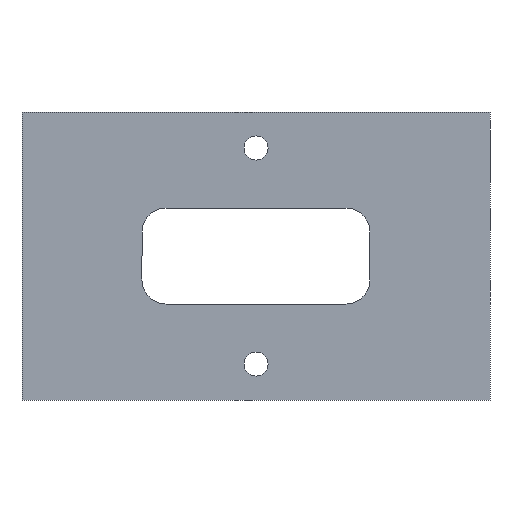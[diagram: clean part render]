
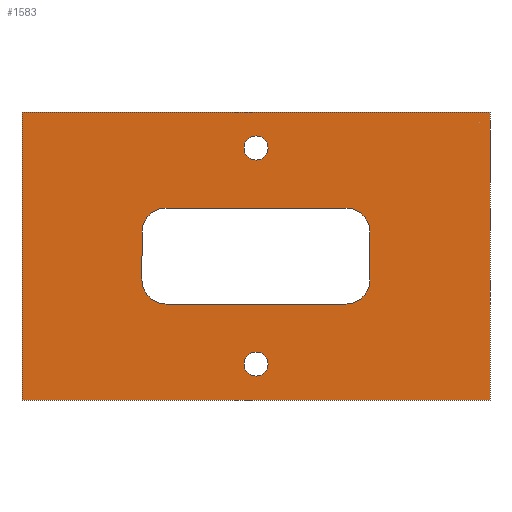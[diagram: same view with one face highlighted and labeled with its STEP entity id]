
A CAD part, front view. The second image highlights one B-rep face of the part: STEP entity #1583.
In plain terms, the highlighted planar face has unit normal (0, -1, 0).
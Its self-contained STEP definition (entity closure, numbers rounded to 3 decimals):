
#16 = AXIS2_PLACEMENT_3D ( 'NONE', #848, #1752, #1282 ) ;
#27 = CIRCLE ( 'NONE', #2845, 2. ) ;
#39 = ORIENTED_EDGE ( 'NONE', *, *, #1451, .T. ) ;
#77 = FACE_OUTER_BOUND ( 'NONE', #2402, .T. ) ;
#80 = CIRCLE ( 'NONE', #2111, 2. ) ;
#130 = AXIS2_PLACEMENT_3D ( 'NONE', #1815, #1334, #2278 ) ;
#176 = CARTESIAN_POINT ( 'NONE',  ( 0., 0., -12. ) ) ;
#197 = VECTOR ( 'NONE', #736, 1000. ) ;
#246 = ORIENTED_EDGE ( 'NONE', *, *, #674, .T. ) ;
#293 = DIRECTION ( 'NONE',  ( 0., 0., -1. ) ) ;
#294 = LINE ( 'NONE', #1750, #2066 ) ;
#312 = VERTEX_POINT ( 'NONE', #749 ) ;
#323 = DIRECTION ( 'NONE',  ( 0., 1., 0. ) ) ;
#355 = CARTESIAN_POINT ( 'NONE',  ( 10., 0., -2. ) ) ;
#371 = EDGE_CURVE ( 'NONE', #312, #2834, #1204, .T. ) ;
#408 = CARTESIAN_POINT ( 'NONE',  ( 39., 0., -12. ) ) ;
#497 = ORIENTED_EDGE ( 'NONE', *, *, #1643, .T. ) ;
#521 = CARTESIAN_POINT ( 'NONE',  ( 20.5, 0., -9. ) ) ;
#535 = VERTEX_POINT ( 'NONE', #1833 ) ;
#542 = FACE_BOUND ( 'NONE', #2367, .T. ) ;
#557 = LINE ( 'NONE', #1931, #2606 ) ;
#572 = VERTEX_POINT ( 'NONE', #914 ) ;
#575 = VECTOR ( 'NONE', #2219, 1000. ) ;
#579 = DIRECTION ( 'NONE',  ( 0., 0., -1. ) ) ;
#646 = DIRECTION ( 'NONE',  ( 0., 1., 0. ) ) ;
#674 = EDGE_CURVE ( 'NONE', #572, #2248, #1537, .T. ) ;
#683 = EDGE_CURVE ( 'NONE', #980, #2427, #1167, .T. ) ;
#715 = ORIENTED_EDGE ( 'NONE', *, *, #2137, .T. ) ;
#717 = VERTEX_POINT ( 'NONE', #1686 ) ;
#727 = DIRECTION ( 'NONE',  ( 0., 1., 0. ) ) ;
#736 = DIRECTION ( 'NONE',  ( 1., 0., 0. ) ) ;
#741 = ORIENTED_EDGE ( 'NONE', *, *, #1443, .T. ) ;
#745 = CARTESIAN_POINT ( 'NONE',  ( 19.5, 0., 9. ) ) ;
#746 = ORIENTED_EDGE ( 'NONE', *, *, #2693, .T. ) ;
#749 = CARTESIAN_POINT ( 'NONE',  ( 39., 0., -12. ) ) ;
#763 = ORIENTED_EDGE ( 'NONE', *, *, #371, .T. ) ;
#827 = DIRECTION ( 'NONE',  ( -1., 0., 0. ) ) ;
#840 = EDGE_LOOP ( 'NONE', ( #2900, #715 ) ) ;
#844 = EDGE_CURVE ( 'NONE', #535, #1980, #1923, .T. ) ;
#848 = CARTESIAN_POINT ( 'NONE',  ( 12., 0., -2. ) ) ;
#854 = CARTESIAN_POINT ( 'NONE',  ( 0., 0., -12. ) ) ;
#877 = PLANE ( 'NONE',  #130 ) ;
#881 = VECTOR ( 'NONE', #827, 1000. ) ;
#884 = LINE ( 'NONE', #2607, #2557 ) ;
#914 = CARTESIAN_POINT ( 'NONE',  ( 27., 0., 4. ) ) ;
#915 = DIRECTION ( 'NONE',  ( 0., 0., -1. ) ) ;
#956 = DIRECTION ( 'NONE',  ( 0., 1., 0. ) ) ;
#980 = VERTEX_POINT ( 'NONE', #1565 ) ;
#988 = VERTEX_POINT ( 'NONE', #1353 ) ;
#1034 = DIRECTION ( 'NONE',  ( 0., 0., 1. ) ) ;
#1065 = AXIS2_PLACEMENT_3D ( 'NONE', #1997, #646, #915 ) ;
#1106 = CARTESIAN_POINT ( 'NONE',  ( 29., 0., 2. ) ) ;
#1167 = CIRCLE ( 'NONE', #2320, 1. ) ;
#1204 = LINE ( 'NONE', #408, #2387 ) ;
#1218 = DIRECTION ( 'NONE',  ( 0., 0., -1. ) ) ;
#1222 = EDGE_LOOP ( 'NONE', ( #1736, #2858 ) ) ;
#1235 = CARTESIAN_POINT ( 'NONE',  ( 12., 0., 2. ) ) ;
#1247 = DIRECTION ( 'NONE',  ( 0., 0., -1. ) ) ;
#1260 = AXIS2_PLACEMENT_3D ( 'NONE', #2097, #727, #2318 ) ;
#1282 = DIRECTION ( 'NONE',  ( 0., 0., -1. ) ) ;
#1303 = EDGE_CURVE ( 'NONE', #1505, #1691, #884, .T. ) ;
#1313 = DIRECTION ( 'NONE',  ( 0., 0., 1. ) ) ;
#1318 = EDGE_CURVE ( 'NONE', #988, #2055, #80, .T. ) ;
#1334 = DIRECTION ( 'NONE',  ( 0., -1., 0. ) ) ;
#1353 = CARTESIAN_POINT ( 'NONE',  ( 10., 0., 2. ) ) ;
#1357 = DIRECTION ( 'NONE',  ( 0., 0., -1. ) ) ;
#1379 = CARTESIAN_POINT ( 'NONE',  ( 12., 0., 4. ) ) ;
#1443 = EDGE_CURVE ( 'NONE', #2222, #535, #1777, .T. ) ;
#1451 = EDGE_CURVE ( 'NONE', #1505, #312, #1742, .T. ) ;
#1488 = EDGE_CURVE ( 'NONE', #1980, #988, #294, .T. ) ;
#1491 = CARTESIAN_POINT ( 'NONE',  ( 27., 0., 2. ) ) ;
#1505 = VERTEX_POINT ( 'NONE', #854 ) ;
#1528 = LINE ( 'NONE', #1379, #1671 ) ;
#1537 = CIRCLE ( 'NONE', #2170, 2. ) ;
#1565 = CARTESIAN_POINT ( 'NONE',  ( 18.5, 0., -9. ) ) ;
#1583 = ADVANCED_FACE ( 'NONE', ( #542, #2555, #2915, #77 ), #877, .T. ) ;
#1585 = ORIENTED_EDGE ( 'NONE', *, *, #2471, .T. ) ;
#1595 = CARTESIAN_POINT ( 'NONE',  ( 27., 0., -2. ) ) ;
#1640 = CARTESIAN_POINT ( 'NONE',  ( 39., 0., 12. ) ) ;
#1643 = EDGE_CURVE ( 'NONE', #2055, #572, #1528, .T. ) ;
#1650 = VERTEX_POINT ( 'NONE', #2034 ) ;
#1671 = VECTOR ( 'NONE', #2530, 1000. ) ;
#1686 = CARTESIAN_POINT ( 'NONE',  ( 29., 0., -2. ) ) ;
#1691 = VERTEX_POINT ( 'NONE', #2745 ) ;
#1708 = DIRECTION ( 'NONE',  ( 0., 1., 0. ) ) ;
#1723 = LINE ( 'NONE', #2563, #197 ) ;
#1736 = ORIENTED_EDGE ( 'NONE', *, *, #2736, .T. ) ;
#1742 = LINE ( 'NONE', #176, #575 ) ;
#1750 = CARTESIAN_POINT ( 'NONE',  ( 10., 0., -2. ) ) ;
#1752 = DIRECTION ( 'NONE',  ( 0., 1., 0. ) ) ;
#1758 = DIRECTION ( 'NONE',  ( 0., 0., 1. ) ) ;
#1777 = LINE ( 'NONE', #2194, #881 ) ;
#1793 = ORIENTED_EDGE ( 'NONE', *, *, #1318, .T. ) ;
#1815 = CARTESIAN_POINT ( 'NONE',  ( 0., 0., -12. ) ) ;
#1833 = CARTESIAN_POINT ( 'NONE',  ( 12., 0., -4. ) ) ;
#1836 = ORIENTED_EDGE ( 'NONE', *, *, #1488, .T. ) ;
#1923 = CIRCLE ( 'NONE', #16, 2. ) ;
#1930 = CIRCLE ( 'NONE', #2142, 1. ) ;
#1931 = CARTESIAN_POINT ( 'NONE',  ( 29., 0., -2. ) ) ;
#1980 = VERTEX_POINT ( 'NONE', #355 ) ;
#1997 = CARTESIAN_POINT ( 'NONE',  ( 19.5, 0., -9. ) ) ;
#2034 = CARTESIAN_POINT ( 'NONE',  ( 20.5, 0., 9. ) ) ;
#2055 = VERTEX_POINT ( 'NONE', #2236 ) ;
#2066 = VECTOR ( 'NONE', #1758, 1000. ) ;
#2097 = CARTESIAN_POINT ( 'NONE',  ( 19.5, 0., 9. ) ) ;
#2111 = AXIS2_PLACEMENT_3D ( 'NONE', #1235, #2833, #2166 ) ;
#2137 = EDGE_CURVE ( 'NONE', #2427, #980, #2252, .T. ) ;
#2142 = AXIS2_PLACEMENT_3D ( 'NONE', #745, #956, #293 ) ;
#2149 = CIRCLE ( 'NONE', #1260, 1. ) ;
#2166 = DIRECTION ( 'NONE',  ( 0., 0., -1. ) ) ;
#2170 = AXIS2_PLACEMENT_3D ( 'NONE', #1491, #1708, #1218 ) ;
#2183 = VERTEX_POINT ( 'NONE', #2520 ) ;
#2187 = ORIENTED_EDGE ( 'NONE', *, *, #2739, .F. ) ;
#2194 = CARTESIAN_POINT ( 'NONE',  ( 12., 0., -4. ) ) ;
#2219 = DIRECTION ( 'NONE',  ( 1., 0., 0. ) ) ;
#2222 = VERTEX_POINT ( 'NONE', #2729 ) ;
#2236 = CARTESIAN_POINT ( 'NONE',  ( 12., 0., 4. ) ) ;
#2248 = VERTEX_POINT ( 'NONE', #1106 ) ;
#2252 = CIRCLE ( 'NONE', #1065, 1. ) ;
#2278 = DIRECTION ( 'NONE',  ( 0., 0., -1. ) ) ;
#2318 = DIRECTION ( 'NONE',  ( 0., 0., -1. ) ) ;
#2320 = AXIS2_PLACEMENT_3D ( 'NONE', #2366, #323, #1247 ) ;
#2366 = CARTESIAN_POINT ( 'NONE',  ( 19.5, 0., -9. ) ) ;
#2367 = EDGE_LOOP ( 'NONE', ( #746, #741, #2549, #1836, #1793, #497, #246, #1585 ) ) ;
#2387 = VECTOR ( 'NONE', #1313, 1000. ) ;
#2402 = EDGE_LOOP ( 'NONE', ( #763, #2187, #2676, #39 ) ) ;
#2427 = VERTEX_POINT ( 'NONE', #521 ) ;
#2471 = EDGE_CURVE ( 'NONE', #2248, #717, #557, .T. ) ;
#2520 = CARTESIAN_POINT ( 'NONE',  ( 18.5, 0., 9. ) ) ;
#2530 = DIRECTION ( 'NONE',  ( 1., 0., 0. ) ) ;
#2549 = ORIENTED_EDGE ( 'NONE', *, *, #844, .T. ) ;
#2555 = FACE_BOUND ( 'NONE', #840, .T. ) ;
#2557 = VECTOR ( 'NONE', #1034, 1000. ) ;
#2563 = CARTESIAN_POINT ( 'NONE',  ( 0., 0., 12. ) ) ;
#2606 = VECTOR ( 'NONE', #579, 1000. ) ;
#2607 = CARTESIAN_POINT ( 'NONE',  ( 0., 0., -12. ) ) ;
#2676 = ORIENTED_EDGE ( 'NONE', *, *, #1303, .F. ) ;
#2693 = EDGE_CURVE ( 'NONE', #717, #2222, #27, .T. ) ;
#2722 = DIRECTION ( 'NONE',  ( 0., 1., 0. ) ) ;
#2729 = CARTESIAN_POINT ( 'NONE',  ( 27., 0., -4. ) ) ;
#2731 = EDGE_CURVE ( 'NONE', #1650, #2183, #1930, .T. ) ;
#2736 = EDGE_CURVE ( 'NONE', #2183, #1650, #2149, .T. ) ;
#2739 = EDGE_CURVE ( 'NONE', #1691, #2834, #1723, .T. ) ;
#2745 = CARTESIAN_POINT ( 'NONE',  ( 0., 0., 12. ) ) ;
#2833 = DIRECTION ( 'NONE',  ( 0., 1., 0. ) ) ;
#2834 = VERTEX_POINT ( 'NONE', #1640 ) ;
#2845 = AXIS2_PLACEMENT_3D ( 'NONE', #1595, #2722, #1357 ) ;
#2858 = ORIENTED_EDGE ( 'NONE', *, *, #2731, .T. ) ;
#2900 = ORIENTED_EDGE ( 'NONE', *, *, #683, .T. ) ;
#2915 = FACE_BOUND ( 'NONE', #1222, .T. ) ;
